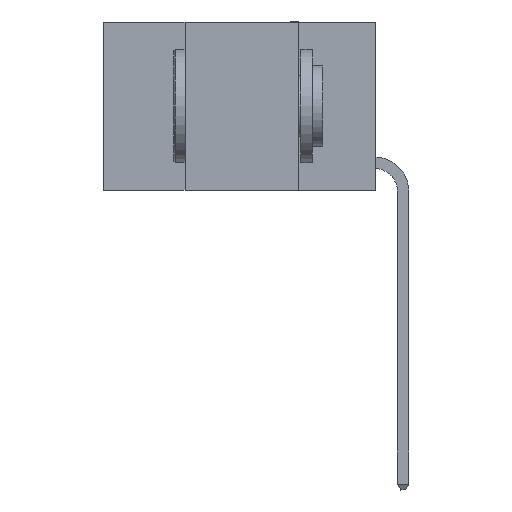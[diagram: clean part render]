
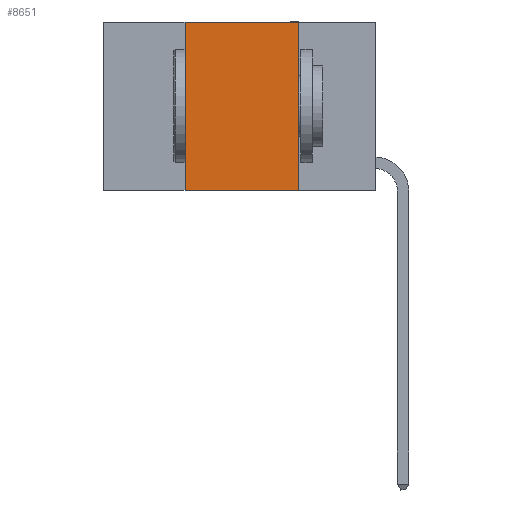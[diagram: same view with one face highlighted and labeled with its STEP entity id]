
A CAD part, left-side view. The second image highlights one B-rep face of the part: STEP entity #8651.
In plain terms, the highlighted planar face has unit normal (-1, 0, 0).
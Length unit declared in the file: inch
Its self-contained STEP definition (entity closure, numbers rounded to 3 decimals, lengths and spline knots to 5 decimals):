
#992 = DIRECTION ( 'NONE',  ( 0., 0., -1. ) ) ;
#1039 = VERTEX_POINT ( 'NONE', #5069 ) ;
#2767 = ORIENTED_EDGE ( 'NONE', *, *, #18016, .F. ) ;
#4057 = VERTEX_POINT ( 'NONE', #22269 ) ;
#5069 = CARTESIAN_POINT ( 'NONE',  ( 0., 0.17, 0. ) ) ;
#5134 = EDGE_CURVE ( 'NONE', #12583, #10679, #16479, .T. ) ;
#7344 = DIRECTION ( 'NONE',  ( 0., -1., 0. ) ) ;
#7577 = CARTESIAN_POINT ( 'NONE',  ( 0., 0.6, -0.37 ) ) ;
#7716 = EDGE_CURVE ( 'NONE', #12583, #4057, #11123, .T. ) ;
#8282 = VECTOR ( 'NONE', #992, 39.37008 ) ;
#8651 = ADVANCED_FACE ( 'NONE', ( #12606 ), #19907, .F. ) ;
#9492 = ORIENTED_EDGE ( 'NONE', *, *, #5134, .F. ) ;
#10273 = CARTESIAN_POINT ( 'NONE',  ( 0., 0.6, 0. ) ) ;
#10387 = LINE ( 'NONE', #10273, #18844 ) ;
#10679 = VERTEX_POINT ( 'NONE', #11353 ) ;
#10767 = EDGE_CURVE ( 'NONE', #1039, #4057, #11931, .T. ) ;
#11123 = LINE ( 'NONE', #7577, #12001 ) ;
#11180 = DIRECTION ( 'NONE',  ( 0., 0., -1. ) ) ;
#11353 = CARTESIAN_POINT ( 'NONE',  ( 0., 0.42, 0. ) ) ;
#11594 = CARTESIAN_POINT ( 'NONE',  ( 0., 0.17, 0. ) ) ;
#11660 = CARTESIAN_POINT ( 'NONE',  ( 0., 0.6, 0. ) ) ;
#11931 = LINE ( 'NONE', #11594, #8282 ) ;
#12001 = VECTOR ( 'NONE', #7344, 39.37008 ) ;
#12545 = CARTESIAN_POINT ( 'NONE',  ( 0., 0.42, 0. ) ) ;
#12583 = VERTEX_POINT ( 'NONE', #22604 ) ;
#12606 = FACE_OUTER_BOUND ( 'NONE', #19680, .T. ) ;
#14084 = AXIS2_PLACEMENT_3D ( 'NONE', #11660, #18468, #11180 ) ;
#14742 = VECTOR ( 'NONE', #16237, 39.37008 ) ;
#15476 = ORIENTED_EDGE ( 'NONE', *, *, #7716, .T. ) ;
#16237 = DIRECTION ( 'NONE',  ( 0., 0., 1. ) ) ;
#16479 = LINE ( 'NONE', #12545, #14742 ) ;
#17411 = DIRECTION ( 'NONE',  ( 0., -1., 0. ) ) ;
#17777 = ORIENTED_EDGE ( 'NONE', *, *, #10767, .F. ) ;
#18016 = EDGE_CURVE ( 'NONE', #10679, #1039, #10387, .T. ) ;
#18468 = DIRECTION ( 'NONE',  ( 1., 0., 0. ) ) ;
#18844 = VECTOR ( 'NONE', #17411, 39.37008 ) ;
#19680 = EDGE_LOOP ( 'NONE', ( #17777, #2767, #9492, #15476 ) ) ;
#19907 = PLANE ( 'NONE',  #14084 ) ;
#22269 = CARTESIAN_POINT ( 'NONE',  ( 0., 0.17, -0.37 ) ) ;
#22604 = CARTESIAN_POINT ( 'NONE',  ( 0., 0.42, -0.37 ) ) ;
